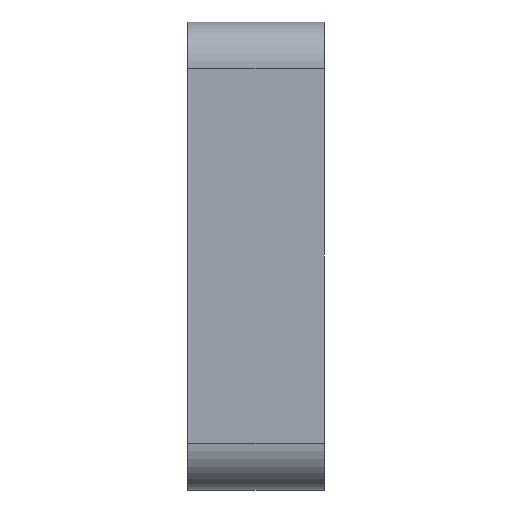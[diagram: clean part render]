
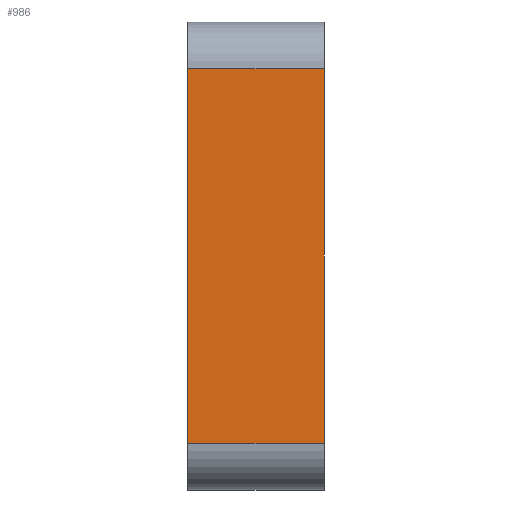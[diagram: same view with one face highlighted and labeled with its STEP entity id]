
A CAD part, left-side view. The second image highlights one B-rep face of the part: STEP entity #986.
In plain terms, the highlighted planar face has unit normal (-1, 0, 0).
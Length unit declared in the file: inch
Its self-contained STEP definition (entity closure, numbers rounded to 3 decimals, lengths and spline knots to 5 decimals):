
#117 = CARTESIAN_POINT ( 'NONE',  ( 0., 0.73, -0.25 ) ) ;
#149 = PLANE ( 'NONE',  #2621 ) ;
#208 = EDGE_CURVE ( 'NONE', #1152, #2992, #1327, .T. ) ;
#253 = EDGE_CURVE ( 'NONE', #1152, #764, #1363, .T. ) ;
#620 = CARTESIAN_POINT ( 'NONE',  ( 0., 0., -2.25 ) ) ;
#667 = LINE ( 'NONE', #1998, #3879 ) ;
#764 = VERTEX_POINT ( 'NONE', #117 ) ;
#769 = EDGE_LOOP ( 'NONE', ( #2892, #2613, #3367, #2925 ) ) ;
#804 = DIRECTION ( 'NONE',  ( 1., 0., 0. ) ) ;
#986 = ADVANCED_FACE ( 'NONE', ( #4022 ), #149, .F. ) ;
#1070 = VERTEX_POINT ( 'NONE', #1781 ) ;
#1152 = VERTEX_POINT ( 'NONE', #1840 ) ;
#1228 = CARTESIAN_POINT ( 'NONE',  ( 0., 0., 0. ) ) ;
#1327 = LINE ( 'NONE', #2912, #2954 ) ;
#1342 = DIRECTION ( 'NONE',  ( 0., 1., 0. ) ) ;
#1363 = LINE ( 'NONE', #3073, #2988 ) ;
#1781 = CARTESIAN_POINT ( 'NONE',  ( 0., 0., -0.25 ) ) ;
#1840 = CARTESIAN_POINT ( 'NONE',  ( 0., 0.73, -2.25 ) ) ;
#1998 = CARTESIAN_POINT ( 'NONE',  ( 0., 0.73, -0.25 ) ) ;
#2000 = EDGE_CURVE ( 'NONE', #1070, #764, #667, .T. ) ;
#2412 = DIRECTION ( 'NONE',  ( 0., 0., 1. ) ) ;
#2613 = ORIENTED_EDGE ( 'NONE', *, *, #2000, .T. ) ;
#2621 = AXIS2_PLACEMENT_3D ( 'NONE', #2738, #804, #3058 ) ;
#2738 = CARTESIAN_POINT ( 'NONE',  ( 0., 0.73, 0. ) ) ;
#2892 = ORIENTED_EDGE ( 'NONE', *, *, #4021, .T. ) ;
#2912 = CARTESIAN_POINT ( 'NONE',  ( 0., 0.73, -2.25 ) ) ;
#2925 = ORIENTED_EDGE ( 'NONE', *, *, #208, .T. ) ;
#2954 = VECTOR ( 'NONE', #3506, 39.37008 ) ;
#2988 = VECTOR ( 'NONE', #2412, 39.37008 ) ;
#2992 = VERTEX_POINT ( 'NONE', #620 ) ;
#3058 = DIRECTION ( 'NONE',  ( 0., 0., -1. ) ) ;
#3073 = CARTESIAN_POINT ( 'NONE',  ( 0., 0.73, 0. ) ) ;
#3367 = ORIENTED_EDGE ( 'NONE', *, *, #253, .F. ) ;
#3487 = DIRECTION ( 'NONE',  ( 0., 0., 1. ) ) ;
#3506 = DIRECTION ( 'NONE',  ( 0., -1., 0. ) ) ;
#3651 = VECTOR ( 'NONE', #3487, 39.37008 ) ;
#3745 = LINE ( 'NONE', #1228, #3651 ) ;
#3879 = VECTOR ( 'NONE', #1342, 39.37008 ) ;
#4021 = EDGE_CURVE ( 'NONE', #2992, #1070, #3745, .T. ) ;
#4022 = FACE_OUTER_BOUND ( 'NONE', #769, .T. ) ;
